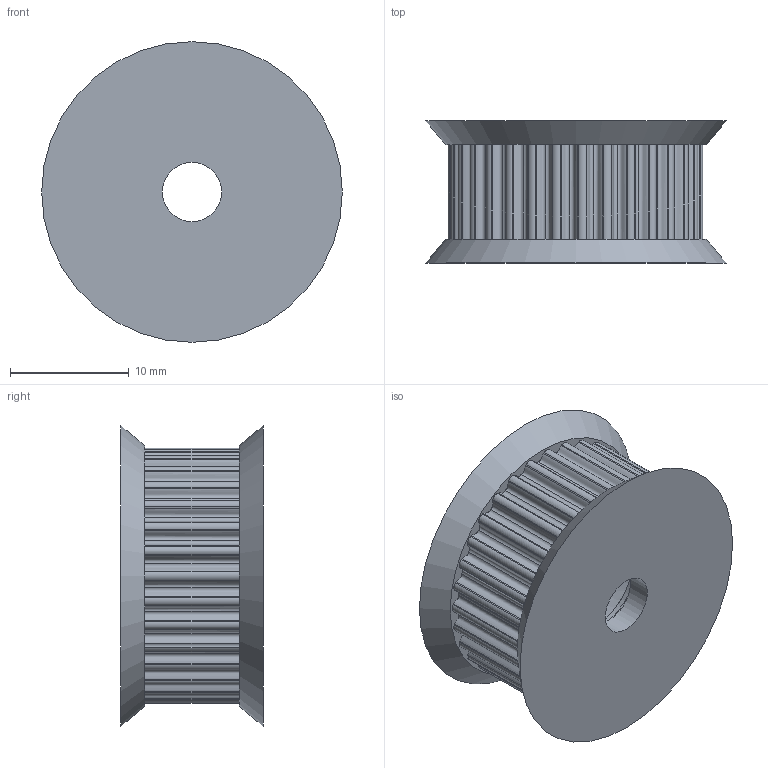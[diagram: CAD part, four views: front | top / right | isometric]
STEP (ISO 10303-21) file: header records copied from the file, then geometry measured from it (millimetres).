
FILE_DESCRIPTION(/* description */ (''),/* implementation_level */ '2;1');
FILE_NAME(/* name */ 'Z-Pulley 3.step',/* time_stamp */ '2024-08-26T00:00:58+01:00',/* author */ (''),/* organization */ (''),/* preprocessor_version */ 'ST-DEVELOPER v20',/* originating_system */ 'Autodesk Translation Framework v13.14.0.145',/* authorisation */ '');
FILE_SCHEMA (('AUTOMOTIVE_DESIGN { 1 0 10303 214 3 1 1 }'));
Length unit declared in the file: millimetre
Products named in the file (1): Untitled
Bounding box: 25.36 x 12 x 25.36 mm (x, y, z)
Volume: 3768.7 mm3; surface area: 2636.9 mm2
Topology: 1 solids, 1 shells, 180 faces, 525 edges, 350 vertices
Faces by surface type: bspline 65, plane 65, cylinder 48, cone 2
Full cylindrical faces by diameter (mm): 5 x1, 8.526 x5, 10.198 x5
Entity records: 11919 total; most frequent: CARTESIAN_POINT 7742, ORIENTED_EDGE 1050, DIRECTION 669, EDGE_CURVE 525, VERTEX_POINT 350, LINE 291, VECTOR 291, AXIS2_PLACEMENT_3D 189
